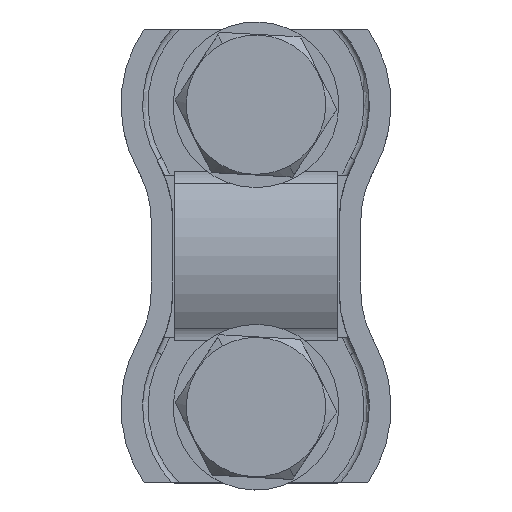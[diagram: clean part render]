
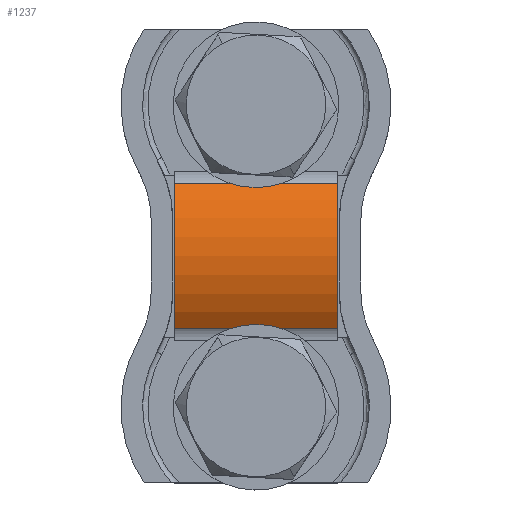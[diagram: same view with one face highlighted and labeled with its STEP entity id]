
A CAD part, top view. The second image highlights one B-rep face of the part: STEP entity #1237.
In plain terms, the highlighted cylindrical face has radius 11.5 mm (diameter 23 mm), a partial arc.
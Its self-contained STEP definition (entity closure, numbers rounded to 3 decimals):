
#1201=AXIS2_PLACEMENT_3D('Cylinder Axis2P3D',#1198,#1199,#1200) ;
#1214=AXIS2_PLACEMENT_3D('Circle Axis2P3D',#1212,#1213,$) ;
#1228=AXIS2_PLACEMENT_3D('Circle Axis2P3D',#1226,#1227,$) ;
#1198=CARTESIAN_POINT('Axis2P3D Location',(0.,0.,-7.)) ;
#1203=CARTESIAN_POINT('Line Origine',(-6.667,0.,2.37)) ;
#1207=CARTESIAN_POINT('Vertex',(-6.667,-7.5,2.37)) ;
#1209=CARTESIAN_POINT('Vertex',(-6.667,7.5,2.37)) ;
#1212=CARTESIAN_POINT('Axis2P3D Location',(0.,-7.5,-7.)) ;
#1216=CARTESIAN_POINT('Vertex',(6.667,-7.5,2.37)) ;
#1219=CARTESIAN_POINT('Line Origine',(6.667,0.,2.37)) ;
#1223=CARTESIAN_POINT('Vertex',(6.667,7.5,2.37)) ;
#1226=CARTESIAN_POINT('Axis2P3D Location',(0.,7.5,-7.)) ;
#1199=DIRECTION('Axis2P3D Direction',(0.,1.,0.)) ;
#1200=DIRECTION('Axis2P3D XDirection',(-0.58,0.,0.815)) ;
#1204=DIRECTION('Vector Direction',(0.,1.,0.)) ;
#1213=DIRECTION('Axis2P3D Direction',(0.,1.,0.)) ;
#1220=DIRECTION('Vector Direction',(0.,1.,0.)) ;
#1227=DIRECTION('Axis2P3D Direction',(0.,1.,0.)) ;
#1205=VECTOR('Line Direction',#1204,1.) ;
#1221=VECTOR('Line Direction',#1220,1.) ;
#1232=ORIENTED_EDGE('',*,*,#1211,.F.) ;
#1233=ORIENTED_EDGE('',*,*,#1218,.T.) ;
#1234=ORIENTED_EDGE('',*,*,#1225,.T.) ;
#1235=ORIENTED_EDGE('',*,*,#1230,.F.) ;
#1237=ADVANCED_FACE('Hauptkoerper nicht benutzen',(#1236),#1202,.T.) ;
#1215=CIRCLE('generated circle',#1214,11.5) ;
#1229=CIRCLE('generated circle',#1228,11.5) ;
#1202=CYLINDRICAL_SURFACE('generated cylinder',#1201,11.5) ;
#1211=EDGE_CURVE('',#1208,#1210,#1206,.T.) ;
#1218=EDGE_CURVE('',#1208,#1217,#1215,.T.) ;
#1225=EDGE_CURVE('',#1217,#1224,#1222,.T.) ;
#1230=EDGE_CURVE('',#1210,#1224,#1229,.T.) ;
#1231=EDGE_LOOP('',(#1232,#1233,#1234,#1235)) ;
#1236=FACE_OUTER_BOUND('',#1231,.T.) ;
#1206=LINE('Line',#1203,#1205) ;
#1222=LINE('Line',#1219,#1221) ;
#1208=VERTEX_POINT('',#1207) ;
#1210=VERTEX_POINT('',#1209) ;
#1217=VERTEX_POINT('',#1216) ;
#1224=VERTEX_POINT('',#1223) ;
